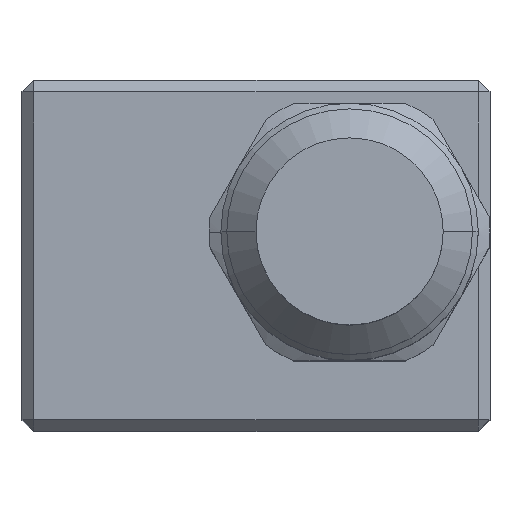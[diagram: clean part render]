
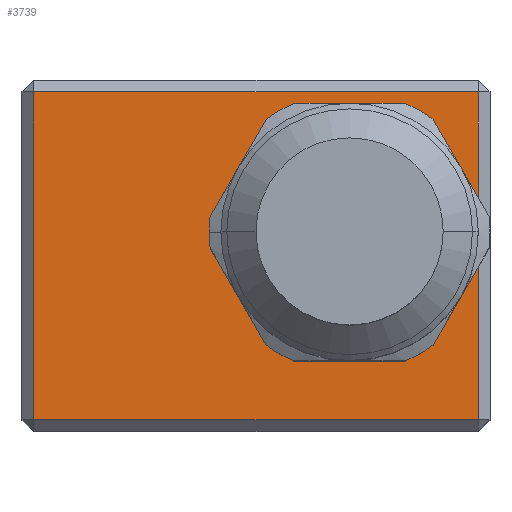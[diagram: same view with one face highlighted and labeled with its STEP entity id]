
A CAD part, top view. The second image highlights one B-rep face of the part: STEP entity #3739.
In plain terms, the highlighted planar face has unit normal (0, 0, 1).
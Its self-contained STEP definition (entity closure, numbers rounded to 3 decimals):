
#87 = EDGE_LOOP ( 'NONE', ( #2775, #1438 ) ) ;
#180 = EDGE_CURVE ( 'NONE', #727, #3316, #3498, .T. ) ;
#199 = EDGE_CURVE ( 'NONE', #3435, #2622, #1751, .T. ) ;
#686 = EDGE_CURVE ( 'NONE', #727, #2622, #1607, .T. ) ;
#727 = VERTEX_POINT ( 'NONE', #3650 ) ;
#738 = CARTESIAN_POINT ( 'NONE',  ( -1., -29., 25. ) ) ;
#803 = CIRCLE ( 'NONE', #2165, 9. ) ;
#834 = EDGE_CURVE ( 'NONE', #1669, #2948, #803, .T. ) ;
#878 = EDGE_CURVE ( 'NONE', #2948, #1669, #1989, .T. ) ;
#907 = VECTOR ( 'NONE', #1613, 1000. ) ;
#909 = DIRECTION ( 'NONE',  ( 0., 0., -1. ) ) ;
#935 = DIRECTION ( 'NONE',  ( 0., -1., 0. ) ) ;
#1095 = DIRECTION ( 'NONE',  ( 1., 0., 0. ) ) ;
#1124 = ORIENTED_EDGE ( 'NONE', *, *, #3785, .F. ) ;
#1171 = VECTOR ( 'NONE', #1095, 1000. ) ;
#1332 = AXIS2_PLACEMENT_3D ( 'NONE', #2615, #909, #2889 ) ;
#1438 = ORIENTED_EDGE ( 'NONE', *, *, #834, .F. ) ;
#1607 = LINE ( 'NONE', #2946, #3633 ) ;
#1613 = DIRECTION ( 'NONE',  ( -1., 0., 0. ) ) ;
#1669 = VERTEX_POINT ( 'NONE', #2538 ) ;
#1751 = LINE ( 'NONE', #2459, #907 ) ;
#1820 = DIRECTION ( 'NONE',  ( -1., 0., 0. ) ) ;
#1947 = CARTESIAN_POINT ( 'NONE',  ( -39., -1., 25. ) ) ;
#1989 = CIRCLE ( 'NONE', #3188, 9. ) ;
#1994 = DIRECTION ( 'NONE',  ( 0., 0., 1. ) ) ;
#2001 = DIRECTION ( 'NONE',  ( 0., 0., 1. ) ) ;
#2016 = CARTESIAN_POINT ( 'NONE',  ( -12., -13., 25. ) ) ;
#2060 = DIRECTION ( 'NONE',  ( -1., 0., 0. ) ) ;
#2101 = CARTESIAN_POINT ( 'NONE',  ( -12., -13., 25. ) ) ;
#2104 = CARTESIAN_POINT ( 'NONE',  ( -1., -1., 25. ) ) ;
#2115 = VECTOR ( 'NONE', #935, 1000. ) ;
#2129 = CARTESIAN_POINT ( 'NONE',  ( 0., -29., 25. ) ) ;
#2165 = AXIS2_PLACEMENT_3D ( 'NONE', #2016, #2001, #1820 ) ;
#2313 = ORIENTED_EDGE ( 'NONE', *, *, #199, .T. ) ;
#2459 = CARTESIAN_POINT ( 'NONE',  ( 0., -1., 25. ) ) ;
#2479 = FACE_OUTER_BOUND ( 'NONE', #2503, .T. ) ;
#2503 = EDGE_LOOP ( 'NONE', ( #3533, #2995, #1124, #2313 ) ) ;
#2538 = CARTESIAN_POINT ( 'NONE',  ( -21., -13., 25. ) ) ;
#2562 = FACE_BOUND ( 'NONE', #87, .T. ) ;
#2615 = CARTESIAN_POINT ( 'NONE',  ( 0., 0., 25. ) ) ;
#2622 = VERTEX_POINT ( 'NONE', #1947 ) ;
#2631 = CARTESIAN_POINT ( 'NONE',  ( -1., 0., 25. ) ) ;
#2775 = ORIENTED_EDGE ( 'NONE', *, *, #878, .F. ) ;
#2889 = DIRECTION ( 'NONE',  ( -1., 0., 0. ) ) ;
#2946 = CARTESIAN_POINT ( 'NONE',  ( -39., -30., 25. ) ) ;
#2948 = VERTEX_POINT ( 'NONE', #3554 ) ;
#2995 = ORIENTED_EDGE ( 'NONE', *, *, #180, .T. ) ;
#3139 = PLANE ( 'NONE',  #1332 ) ;
#3188 = AXIS2_PLACEMENT_3D ( 'NONE', #2101, #1994, #2060 ) ;
#3303 = DIRECTION ( 'NONE',  ( 0., 1., 0. ) ) ;
#3316 = VERTEX_POINT ( 'NONE', #738 ) ;
#3435 = VERTEX_POINT ( 'NONE', #2104 ) ;
#3498 = LINE ( 'NONE', #2129, #1171 ) ;
#3500 = LINE ( 'NONE', #2631, #2115 ) ;
#3533 = ORIENTED_EDGE ( 'NONE', *, *, #686, .F. ) ;
#3554 = CARTESIAN_POINT ( 'NONE',  ( -3., -13., 25. ) ) ;
#3633 = VECTOR ( 'NONE', #3303, 1000. ) ;
#3650 = CARTESIAN_POINT ( 'NONE',  ( -39., -29., 25. ) ) ;
#3739 = ADVANCED_FACE ( 'NONE', ( #2562, #2479 ), #3139, .F. ) ;
#3785 = EDGE_CURVE ( 'NONE', #3435, #3316, #3500, .T. ) ;
